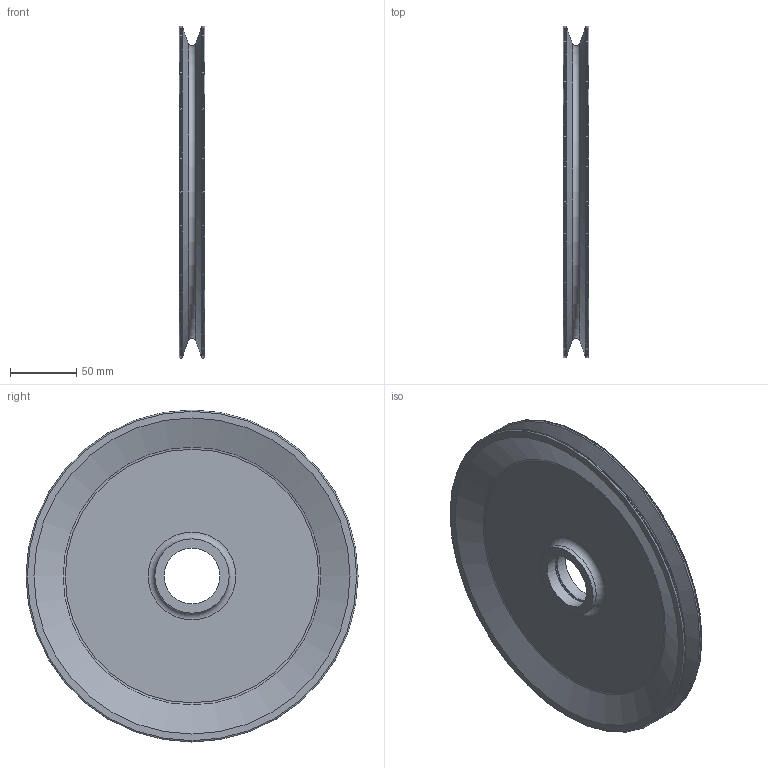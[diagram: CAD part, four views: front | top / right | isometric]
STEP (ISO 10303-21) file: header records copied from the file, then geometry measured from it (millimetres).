
FILE_DESCRIPTION (( 'STEP AP203' ), '1' );
FILE_NAME ('250320 STEP 3-400290-02_4946A.STEP', '2025-03-20T10:23:28', ( '' ), ( '' ), 'SwSTEP 2.0', 'SolidWorks 2024', '' );
FILE_SCHEMA (( 'CONFIG_CONTROL_DESIGN' ));
Length unit declared in the file: millimetre
Products named in the file (1): 250320 STEP 3-400290-02_4946A
Bounding box: 19.5 x 250 x 250 mm (x, y, z)
Volume: 261787.4 mm3; surface area: 130669 mm2
Topology: 1 solids, 1 shells, 28 faces, 51 edges, 31 vertices
Faces by surface type: torus 9, plane 8, cylinder 7, cone 4
Full cylindrical faces by diameter (mm): 42 x2, 44.5 x1, 56 x2, 250 x2
Entity records: 645 total; most frequent: DIRECTION 114, CARTESIAN_POINT 85, AXIS2_PLACEMENT_3D 57, EDGE_LOOP 56, ORIENTED_EDGE 56, FACE_OUTER_BOUND 44, EDGE_CURVE 28, VERTEX_POINT 28
